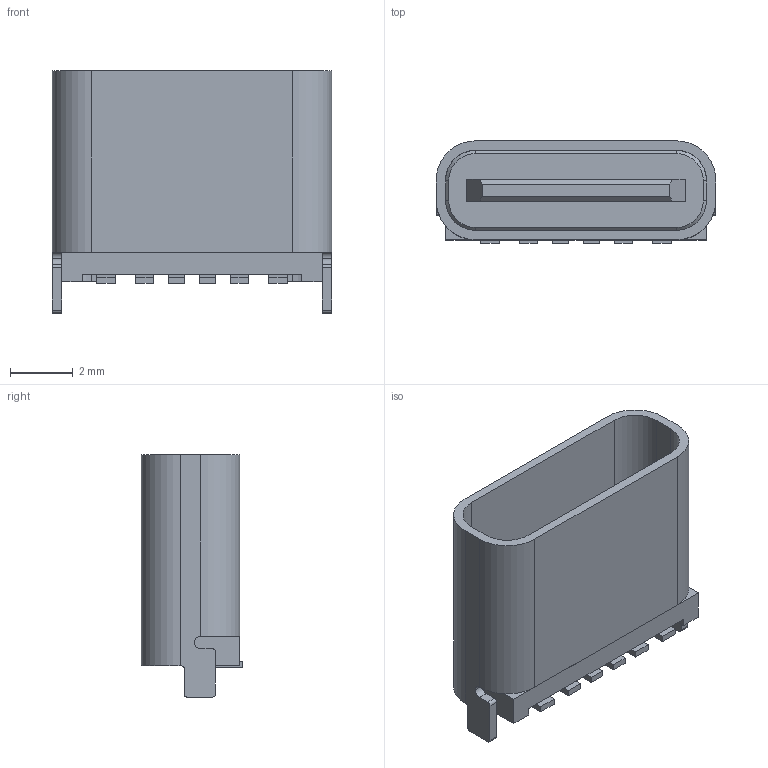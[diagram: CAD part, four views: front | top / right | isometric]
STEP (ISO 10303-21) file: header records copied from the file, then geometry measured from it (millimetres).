
FILE_DESCRIPTION (( 'STEP AP214' ), '1' );
FILE_NAME ('TYPE-C-SMD_TYPE-C-31-D-05.step', '2022-07-29T08:49:59', ( '' ), ( '' ), 'SwSTEP 2.0', 'SolidWorks 2020', '' );
FILE_SCHEMA (( 'AUTOMOTIVE_DESIGN' ));
Length unit declared in the file: millimetre
Products named in the file (1): TYPE-C-SMD_TYPE-C-31-D-05
Bounding box: 8.94 x 3.26 x 7.75 mm (x, y, z)
Volume: 85.4 mm3; surface area: 421.1 mm2
Topology: 2 solids, 2 shells, 384 faces, 1053 edges, 698 vertices
Faces by surface type: plane 234, bspline 98, cylinder 48, cone 4
Entity records: 16890 total; most frequent: CARTESIAN_POINT 3454, ORIENTED_EDGE 2106, DIRECTION 1525, EDGE_CURVE 1053, VECTOR 747, LINE 747, VERTEX_POINT 698, EDGE_LOOP 411
